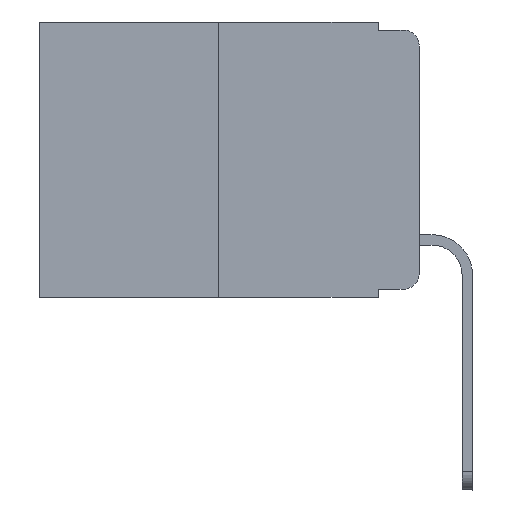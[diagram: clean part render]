
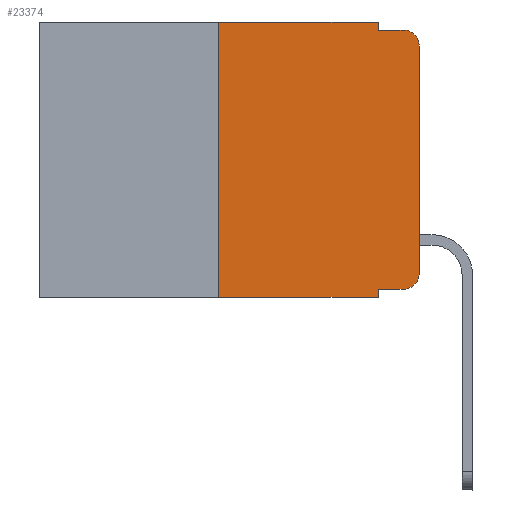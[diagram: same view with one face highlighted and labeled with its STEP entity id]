
A CAD part, left-side view. The second image highlights one B-rep face of the part: STEP entity #23374.
In plain terms, the highlighted planar face has unit normal (-1, 0, 0).
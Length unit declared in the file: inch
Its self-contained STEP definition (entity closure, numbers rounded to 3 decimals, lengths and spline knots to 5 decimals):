
#117 = CARTESIAN_POINT ( 'NONE',  ( 0., 0.02, -0.333 ) ) ;
#207 = VECTOR ( 'NONE', #3267, 39.37008 ) ;
#717 = ORIENTED_EDGE ( 'NONE', *, *, #5491, .T. ) ;
#831 = VERTEX_POINT ( 'NONE', #12493 ) ;
#1436 = LINE ( 'NONE', #20507, #9054 ) ;
#1466 = AXIS2_PLACEMENT_3D ( 'NONE', #3135, #18699, #22720 ) ;
#1656 = DIRECTION ( 'NONE',  ( -1., 0., 0. ) ) ;
#1733 = VECTOR ( 'NONE', #12131, 39.37008 ) ;
#1846 = VERTEX_POINT ( 'NONE', #13598 ) ;
#2424 = VERTEX_POINT ( 'NONE', #2658 ) ;
#2658 = CARTESIAN_POINT ( 'NONE',  ( 0., 0.051, -0.333 ) ) ;
#2792 = CIRCLE ( 'NONE', #19223, 0.02 ) ;
#3111 = CARTESIAN_POINT ( 'NONE',  ( 0., 0., 0. ) ) ;
#3135 = CARTESIAN_POINT ( 'NONE',  ( 0., 0.473, 0. ) ) ;
#3267 = DIRECTION ( 'NONE',  ( 0., -1., 0. ) ) ;
#3313 = VERTEX_POINT ( 'NONE', #10842 ) ;
#3466 = AXIS2_PLACEMENT_3D ( 'NONE', #21107, #15447, #23112 ) ;
#3507 = ORIENTED_EDGE ( 'NONE', *, *, #7132, .F. ) ;
#3660 = CARTESIAN_POINT ( 'NONE',  ( 0., 0.02, -0.313 ) ) ;
#4138 = VECTOR ( 'NONE', #21291, 39.37008 ) ;
#4229 = CARTESIAN_POINT ( 'NONE',  ( 0., 0., -0.313 ) ) ;
#4699 = EDGE_CURVE ( 'NONE', #16380, #831, #14514, .T. ) ;
#4728 = LINE ( 'NONE', #8253, #22910 ) ;
#4737 = LINE ( 'NONE', #16151, #1733 ) ;
#4863 = LINE ( 'NONE', #18040, #15767 ) ;
#5022 = CARTESIAN_POINT ( 'NONE',  ( 0., 0.051, -0.01 ) ) ;
#5119 = DIRECTION ( 'NONE',  ( 0., 0., 1. ) ) ;
#5302 = ORIENTED_EDGE ( 'NONE', *, *, #20531, .F. ) ;
#5491 = EDGE_CURVE ( 'NONE', #17759, #20979, #13886, .T. ) ;
#5674 = ORIENTED_EDGE ( 'NONE', *, *, #7974, .T. ) ;
#5797 = VECTOR ( 'NONE', #5119, 39.37008 ) ;
#7132 = EDGE_CURVE ( 'NONE', #18149, #1846, #22362, .T. ) ;
#7167 = CARTESIAN_POINT ( 'NONE',  ( 0., 0.473, 0. ) ) ;
#7974 = EDGE_CURVE ( 'NONE', #21628, #16380, #2792, .T. ) ;
#7988 = CARTESIAN_POINT ( 'NONE',  ( 0., 0.473, -0.343 ) ) ;
#8253 = CARTESIAN_POINT ( 'NONE',  ( 0., 0.051, -0.01 ) ) ;
#9054 = VECTOR ( 'NONE', #16751, 39.37008 ) ;
#9110 = CARTESIAN_POINT ( 'NONE',  ( 0., 0.051, -0.343 ) ) ;
#10209 = ORIENTED_EDGE ( 'NONE', *, *, #22988, .T. ) ;
#10842 = CARTESIAN_POINT ( 'NONE',  ( 0., 0.02, -0.01 ) ) ;
#10942 = EDGE_CURVE ( 'NONE', #2424, #20979, #23304, .T. ) ;
#11125 = CARTESIAN_POINT ( 'NONE',  ( 0., 0.25, 0. ) ) ;
#11160 = FACE_OUTER_BOUND ( 'NONE', #19272, .T. ) ;
#11321 = DIRECTION ( 'NONE',  ( 0., 0., -1. ) ) ;
#11584 = ORIENTED_EDGE ( 'NONE', *, *, #10942, .F. ) ;
#12131 = DIRECTION ( 'NONE',  ( 0., 0., 1. ) ) ;
#12162 = ORIENTED_EDGE ( 'NONE', *, *, #14020, .F. ) ;
#12493 = CARTESIAN_POINT ( 'NONE',  ( 0., 0., -0.03 ) ) ;
#13598 = CARTESIAN_POINT ( 'NONE',  ( 0., 0.051, 0. ) ) ;
#13886 = LINE ( 'NONE', #7988, #20594 ) ;
#14020 = EDGE_CURVE ( 'NONE', #23146, #3313, #4728, .T. ) ;
#14514 = LINE ( 'NONE', #3111, #5797 ) ;
#14693 = CIRCLE ( 'NONE', #3466, 0.02 ) ;
#15447 = DIRECTION ( 'NONE',  ( -1., 0., 0. ) ) ;
#15532 = CARTESIAN_POINT ( 'NONE',  ( 0., 0.051, 0. ) ) ;
#15767 = VECTOR ( 'NONE', #19807, 39.37008 ) ;
#16151 = CARTESIAN_POINT ( 'NONE',  ( 0., 0.25, 0. ) ) ;
#16380 = VERTEX_POINT ( 'NONE', #4229 ) ;
#16543 = EDGE_CURVE ( 'NONE', #17759, #18149, #4737, .T. ) ;
#16751 = DIRECTION ( 'NONE',  ( 0., -1., 0. ) ) ;
#16918 = PLANE ( 'NONE',  #1466 ) ;
#17759 = VERTEX_POINT ( 'NONE', #21108 ) ;
#18040 = CARTESIAN_POINT ( 'NONE',  ( 0., 0.051, 0. ) ) ;
#18149 = VERTEX_POINT ( 'NONE', #11125 ) ;
#18699 = DIRECTION ( 'NONE',  ( 1., 0., 0. ) ) ;
#19223 = AXIS2_PLACEMENT_3D ( 'NONE', #3660, #1656, #11321 ) ;
#19272 = EDGE_LOOP ( 'NONE', ( #19500, #10209, #12162, #5302, #3507, #23497, #717, #11584, #20325, #5674 ) ) ;
#19500 = ORIENTED_EDGE ( 'NONE', *, *, #4699, .T. ) ;
#19807 = DIRECTION ( 'NONE',  ( 0., 0., -1. ) ) ;
#20325 = ORIENTED_EDGE ( 'NONE', *, *, #22483, .T. ) ;
#20507 = CARTESIAN_POINT ( 'NONE',  ( 0., 0.051, -0.333 ) ) ;
#20531 = EDGE_CURVE ( 'NONE', #1846, #23146, #4863, .T. ) ;
#20594 = VECTOR ( 'NONE', #21289, 39.37008 ) ;
#20979 = VERTEX_POINT ( 'NONE', #9110 ) ;
#21107 = CARTESIAN_POINT ( 'NONE',  ( 0., 0.02, -0.03 ) ) ;
#21108 = CARTESIAN_POINT ( 'NONE',  ( 0., 0.25, -0.343 ) ) ;
#21289 = DIRECTION ( 'NONE',  ( 0., -1., 0. ) ) ;
#21291 = DIRECTION ( 'NONE',  ( 0., 0., -1. ) ) ;
#21628 = VERTEX_POINT ( 'NONE', #117 ) ;
#22362 = LINE ( 'NONE', #7167, #207 ) ;
#22483 = EDGE_CURVE ( 'NONE', #2424, #21628, #1436, .T. ) ;
#22720 = DIRECTION ( 'NONE',  ( 0., 0., -1. ) ) ;
#22910 = VECTOR ( 'NONE', #23427, 39.37008 ) ;
#22988 = EDGE_CURVE ( 'NONE', #831, #3313, #14693, .T. ) ;
#23112 = DIRECTION ( 'NONE',  ( 0., 0., -1. ) ) ;
#23146 = VERTEX_POINT ( 'NONE', #5022 ) ;
#23304 = LINE ( 'NONE', #15532, #4138 ) ;
#23374 = ADVANCED_FACE ( 'NONE', ( #11160 ), #16918, .F. ) ;
#23427 = DIRECTION ( 'NONE',  ( 0., -1., 0. ) ) ;
#23497 = ORIENTED_EDGE ( 'NONE', *, *, #16543, .F. ) ;
